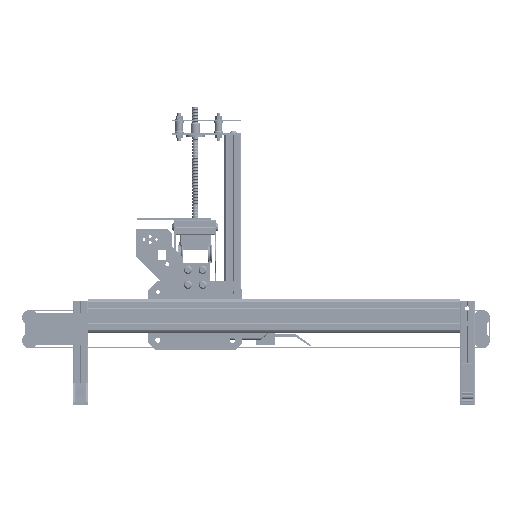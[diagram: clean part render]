
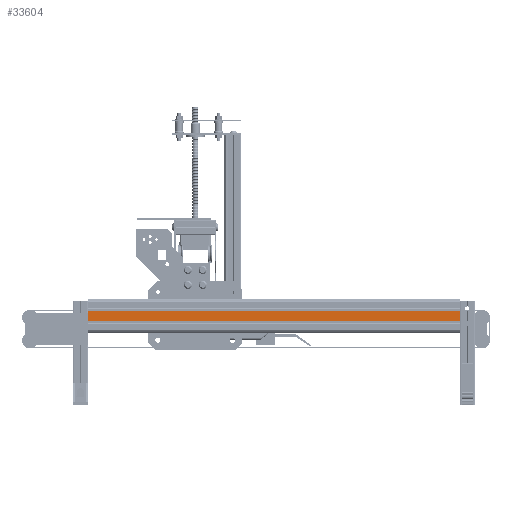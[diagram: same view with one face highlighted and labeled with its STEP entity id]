
A CAD part, front view. The second image highlights one B-rep face of the part: STEP entity #33604.
In plain terms, the highlighted planar face has unit normal (0, -1, 0).
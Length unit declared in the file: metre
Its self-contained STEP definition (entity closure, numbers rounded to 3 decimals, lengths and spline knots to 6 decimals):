
#2310=LINE('',#53902,#5568);
#2383=LINE('',#54089,#5641);
#2500=LINE('',#54352,#5758);
#2501=LINE('',#54354,#5759);
#5568=VECTOR('',#43835,1.);
#5641=VECTOR('',#43950,1.);
#5758=VECTOR('',#44203,1.);
#5759=VECTOR('',#44206,1.);
#13845=ORIENTED_EDGE('',*,*,#19791,.T.);
#13846=ORIENTED_EDGE('',*,*,#19922,.F.);
#13847=ORIENTED_EDGE('',*,*,#19698,.F.);
#13848=ORIENTED_EDGE('',*,*,#19923,.T.);
#19698=EDGE_CURVE('',#23359,#23360,#2310,.T.);
#19791=EDGE_CURVE('',#23453,#23452,#2383,.T.);
#19922=EDGE_CURVE('',#23360,#23452,#2500,.T.);
#19923=EDGE_CURVE('',#23359,#23453,#2501,.T.);
#23359=VERTEX_POINT('',#53901);
#23360=VERTEX_POINT('',#53903);
#23452=VERTEX_POINT('',#54088);
#23453=VERTEX_POINT('',#54090);
#27268=EDGE_LOOP('',(#13845,#13846,#13847,#13848));
#30040=FACE_BOUND('',#27268,.T.);
#32087=PLANE('',#36832);
#33604=ADVANCED_FACE('',(#30040),#32087,.T.);
#36832=AXIS2_PLACEMENT_3D('',#54353,#44204,#44205);
#43835=DIRECTION('',(-1.,0.,0.));
#43950=DIRECTION('',(-1.,0.,0.));
#44203=DIRECTION('',(0.,0.,1.));
#44204=DIRECTION('',(0.,-1.,0.));
#44205=DIRECTION('',(1.,0.,0.));
#44206=DIRECTION('',(0.,0.,1.));
#53901=CARTESIAN_POINT('',(0.0167,-0.01,0.));
#53902=CARTESIAN_POINT('',(0.00915,-0.01,0.));
#53903=CARTESIAN_POINT('',(0.0033,-0.01,0.));
#54088=CARTESIAN_POINT('',(0.0033,-0.01,0.5));
#54089=CARTESIAN_POINT('',(0.02615,-0.01,0.5));
#54090=CARTESIAN_POINT('',(0.0167,-0.01,0.5));
#54352=CARTESIAN_POINT('',(0.0033,-0.01,0.));
#54353=CARTESIAN_POINT('',(0.02615,-0.01,0.));
#54354=CARTESIAN_POINT('',(0.0167,-0.01,0.));
